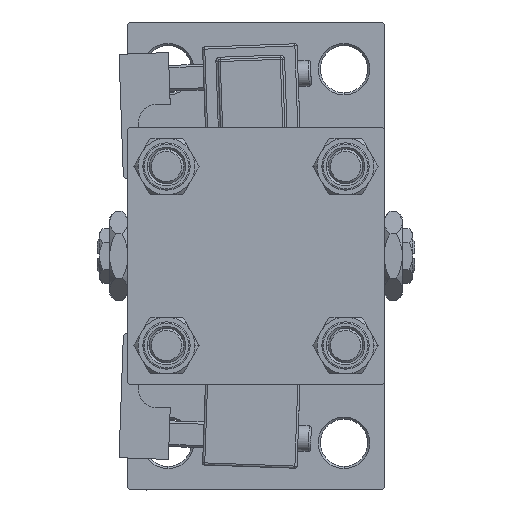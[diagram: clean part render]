
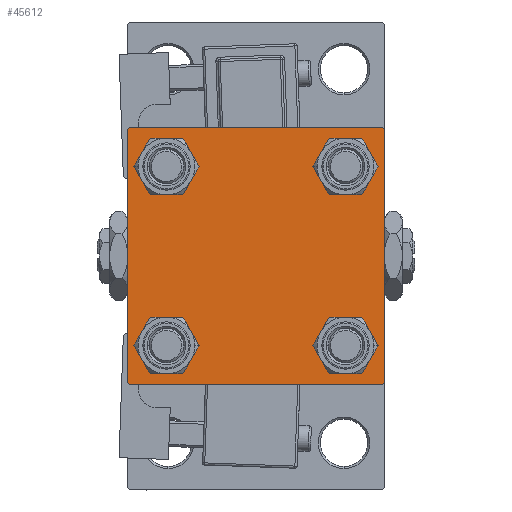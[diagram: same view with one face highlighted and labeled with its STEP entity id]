
A CAD part, left-side view. The second image highlights one B-rep face of the part: STEP entity #45612.
In plain terms, the highlighted planar face has unit normal (-1, 0, 0).
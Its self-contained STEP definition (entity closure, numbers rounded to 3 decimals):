
#595 = VECTOR ( 'NONE', #22653, 1000. ) ;
#988 = DIRECTION ( 'NONE',  ( 0., -0.707, -0.707 ) ) ;
#1134 = CARTESIAN_POINT ( 'NONE',  ( 0., -20.85, 20.85 ) ) ;
#1155 = EDGE_CURVE ( 'NONE', #14688, #4674, #42500, .T. ) ;
#1480 = LINE ( 'NONE', #31561, #37710 ) ;
#1587 = ORIENTED_EDGE ( 'NONE', *, *, #13526, .T. ) ;
#1747 = VERTEX_POINT ( 'NONE', #13877 ) ;
#1783 = DIRECTION ( 'NONE',  ( 1., 0., 0. ) ) ;
#1801 = EDGE_CURVE ( 'NONE', #29616, #40834, #9528, .T. ) ;
#1883 = EDGE_CURVE ( 'NONE', #10015, #3198, #24070, .T. ) ;
#2034 = ORIENTED_EDGE ( 'NONE', *, *, #22984, .T. ) ;
#2316 = CARTESIAN_POINT ( 'NONE',  ( 0., 30., 30. ) ) ;
#2420 = CARTESIAN_POINT ( 'NONE',  ( 0., 0., 0. ) ) ;
#3198 = VERTEX_POINT ( 'NONE', #7041 ) ;
#3469 = DIRECTION ( 'NONE',  ( 1., 0., 0. ) ) ;
#3759 = VERTEX_POINT ( 'NONE', #32056 ) ;
#4283 = LINE ( 'NONE', #22320, #46151 ) ;
#4535 = LINE ( 'NONE', #38695, #45824 ) ;
#4646 = LINE ( 'NONE', #21345, #54008 ) ;
#4674 = VERTEX_POINT ( 'NONE', #30732 ) ;
#5443 = CARTESIAN_POINT ( 'NONE',  ( 0., 20.85, 16.35 ) ) ;
#5450 = CARTESIAN_POINT ( 'NONE',  ( 0., 20.85, 20.85 ) ) ;
#5561 = ORIENTED_EDGE ( 'NONE', *, *, #52392, .T. ) ;
#5716 = FACE_BOUND ( 'NONE', #29243, .T. ) ;
#5744 = EDGE_CURVE ( 'NONE', #31763, #39943, #22884, .T. ) ;
#6268 = FACE_BOUND ( 'NONE', #44205, .T. ) ;
#7041 = CARTESIAN_POINT ( 'NONE',  ( 0., -20.85, -25.35 ) ) ;
#7244 = EDGE_CURVE ( 'NONE', #47066, #45433, #53967, .T. ) ;
#7411 = EDGE_CURVE ( 'NONE', #3759, #48836, #4646, .T. ) ;
#8167 = DIRECTION ( 'NONE',  ( 1., 0., 0. ) ) ;
#9474 = LINE ( 'NONE', #2316, #11506 ) ;
#9528 = LINE ( 'NONE', #26210, #595 ) ;
#9575 = CARTESIAN_POINT ( 'NONE',  ( 0., -29.5, -30. ) ) ;
#9895 = DIRECTION ( 'NONE',  ( 0., 0., 1. ) ) ;
#10015 = VERTEX_POINT ( 'NONE', #10675 ) ;
#10142 = ORIENTED_EDGE ( 'NONE', *, *, #7244, .T. ) ;
#10560 = EDGE_CURVE ( 'NONE', #1747, #31763, #30525, .T. ) ;
#10675 = CARTESIAN_POINT ( 'NONE',  ( 0., -20.85, -16.35 ) ) ;
#11506 = VECTOR ( 'NONE', #39253, 1000. ) ;
#11712 = DIRECTION ( 'NONE',  ( 0., 0., 1. ) ) ;
#12818 = EDGE_CURVE ( 'NONE', #39943, #40834, #1480, .T. ) ;
#13526 = EDGE_CURVE ( 'NONE', #48836, #1747, #4535, .T. ) ;
#13558 = CARTESIAN_POINT ( 'NONE',  ( 0., 29.75, -29.75 ) ) ;
#13823 = AXIS2_PLACEMENT_3D ( 'NONE', #1134, #17825, #9895 ) ;
#13877 = CARTESIAN_POINT ( 'NONE',  ( 0., 30., -29.5 ) ) ;
#14645 = CARTESIAN_POINT ( 'NONE',  ( 0., 30., -30. ) ) ;
#14688 = VERTEX_POINT ( 'NONE', #22796 ) ;
#15008 = FACE_BOUND ( 'NONE', #44358, .T. ) ;
#15699 = VECTOR ( 'NONE', #988, 1000. ) ;
#15753 = CIRCLE ( 'NONE', #30598, 4.5 ) ;
#16464 = ORIENTED_EDGE ( 'NONE', *, *, #12818, .T. ) ;
#16797 = ORIENTED_EDGE ( 'NONE', *, *, #10560, .T. ) ;
#17300 = CIRCLE ( 'NONE', #47846, 4.5 ) ;
#17334 = ORIENTED_EDGE ( 'NONE', *, *, #7411, .T. ) ;
#17825 = DIRECTION ( 'NONE',  ( 1., 0., 0. ) ) ;
#17913 = DIRECTION ( 'NONE',  ( 0., 0., -1. ) ) ;
#18026 = DIRECTION ( 'NONE',  ( 0., 0., 1. ) ) ;
#18219 = EDGE_CURVE ( 'NONE', #45433, #47066, #24061, .T. ) ;
#18368 = CIRCLE ( 'NONE', #51531, 4.5 ) ;
#18496 = EDGE_LOOP ( 'NONE', ( #1587, #16797, #53642, #16464, #47603, #41534, #24391, #17334 ) ) ;
#18904 = AXIS2_PLACEMENT_3D ( 'NONE', #24801, #45006, #20426 ) ;
#19804 = CARTESIAN_POINT ( 'NONE',  ( 0., -20.85, 25.35 ) ) ;
#20426 = DIRECTION ( 'NONE',  ( 0., 0., 1. ) ) ;
#21232 = CARTESIAN_POINT ( 'NONE',  ( 0., -30., -29.5 ) ) ;
#21345 = CARTESIAN_POINT ( 'NONE',  ( 0., 29.75, 29.75 ) ) ;
#21514 = CARTESIAN_POINT ( 'NONE',  ( 0., 20.85, 20.85 ) ) ;
#21697 = ORIENTED_EDGE ( 'NONE', *, *, #40267, .T. ) ;
#22320 = CARTESIAN_POINT ( 'NONE',  ( 0., -29.75, 29.75 ) ) ;
#22421 = DIRECTION ( 'NONE',  ( -1., 0., 0. ) ) ;
#22653 = DIRECTION ( 'NONE',  ( 0., 0., -1. ) ) ;
#22796 = CARTESIAN_POINT ( 'NONE',  ( 0., 20.85, -16.35 ) ) ;
#22884 = LINE ( 'NONE', #14645, #28636 ) ;
#22967 = FACE_OUTER_BOUND ( 'NONE', #18496, .T. ) ;
#22984 = EDGE_CURVE ( 'NONE', #52432, #51604, #17300, .T. ) ;
#23122 = CARTESIAN_POINT ( 'NONE',  ( 0., -29.5, 30. ) ) ;
#24061 = CIRCLE ( 'NONE', #42407, 4.5 ) ;
#24070 = CIRCLE ( 'NONE', #28554, 4.5 ) ;
#24391 = ORIENTED_EDGE ( 'NONE', *, *, #34220, .F. ) ;
#24801 = CARTESIAN_POINT ( 'NONE',  ( 0., 20.85, -20.85 ) ) ;
#25485 = DIRECTION ( 'NONE',  ( 0., 0., 1. ) ) ;
#26210 = CARTESIAN_POINT ( 'NONE',  ( 0., -30., 30. ) ) ;
#26571 = ORIENTED_EDGE ( 'NONE', *, *, #1883, .T. ) ;
#27854 = FACE_BOUND ( 'NONE', #35916, .T. ) ;
#28342 = DIRECTION ( 'NONE',  ( 0., 0., 1. ) ) ;
#28554 = AXIS2_PLACEMENT_3D ( 'NONE', #45560, #3469, #28342 ) ;
#28636 = VECTOR ( 'NONE', #39539, 1000. ) ;
#29243 = EDGE_LOOP ( 'NONE', ( #2034, #5561 ) ) ;
#29520 = ORIENTED_EDGE ( 'NONE', *, *, #52286, .T. ) ;
#29616 = VERTEX_POINT ( 'NONE', #50054 ) ;
#30525 = LINE ( 'NONE', #13558, #15699 ) ;
#30598 = AXIS2_PLACEMENT_3D ( 'NONE', #32286, #45120, #32553 ) ;
#30732 = CARTESIAN_POINT ( 'NONE',  ( 0., 20.85, -25.35 ) ) ;
#31561 = CARTESIAN_POINT ( 'NONE',  ( 0., -29.75, -29.75 ) ) ;
#31763 = VERTEX_POINT ( 'NONE', #45977 ) ;
#32056 = CARTESIAN_POINT ( 'NONE',  ( 0., 29.5, 30. ) ) ;
#32286 = CARTESIAN_POINT ( 'NONE',  ( 0., 20.85, -20.85 ) ) ;
#32553 = DIRECTION ( 'NONE',  ( 0., 0., 1. ) ) ;
#34205 = VERTEX_POINT ( 'NONE', #23122 ) ;
#34220 = EDGE_CURVE ( 'NONE', #3759, #34205, #9474, .T. ) ;
#34606 = CIRCLE ( 'NONE', #45066, 4.5 ) ;
#34978 = DIRECTION ( 'NONE',  ( 0., 0.707, -0.707 ) ) ;
#35916 = EDGE_LOOP ( 'NONE', ( #10142, #40185 ) ) ;
#37496 = DIRECTION ( 'NONE',  ( 1., 0., 0. ) ) ;
#37710 = VECTOR ( 'NONE', #48227, 1000. ) ;
#38172 = DIRECTION ( 'NONE',  ( 0., 0., 1. ) ) ;
#38695 = CARTESIAN_POINT ( 'NONE',  ( 0., 30., 30. ) ) ;
#39080 = PLANE ( 'NONE',  #49626 ) ;
#39253 = DIRECTION ( 'NONE',  ( 0., -1., 0. ) ) ;
#39539 = DIRECTION ( 'NONE',  ( 0., -1., 0. ) ) ;
#39615 = DIRECTION ( 'NONE',  ( 1., 0., 0. ) ) ;
#39619 = DIRECTION ( 'NONE',  ( 0., 0., 1. ) ) ;
#39943 = VERTEX_POINT ( 'NONE', #9575 ) ;
#40185 = ORIENTED_EDGE ( 'NONE', *, *, #18219, .T. ) ;
#40267 = EDGE_CURVE ( 'NONE', #3198, #10015, #34606, .T. ) ;
#40834 = VERTEX_POINT ( 'NONE', #21232 ) ;
#41534 = ORIENTED_EDGE ( 'NONE', *, *, #48448, .T. ) ;
#42407 = AXIS2_PLACEMENT_3D ( 'NONE', #53881, #37496, #25485 ) ;
#42500 = CIRCLE ( 'NONE', #18904, 4.5 ) ;
#44151 = DIRECTION ( 'NONE',  ( 0., 0.707, 0.707 ) ) ;
#44205 = EDGE_LOOP ( 'NONE', ( #44933, #29520 ) ) ;
#44358 = EDGE_LOOP ( 'NONE', ( #26571, #21697 ) ) ;
#44806 = CARTESIAN_POINT ( 'NONE',  ( 0., -20.85, -20.85 ) ) ;
#44933 = ORIENTED_EDGE ( 'NONE', *, *, #1155, .T. ) ;
#45006 = DIRECTION ( 'NONE',  ( 1., 0., 0. ) ) ;
#45066 = AXIS2_PLACEMENT_3D ( 'NONE', #44806, #8167, #11712 ) ;
#45120 = DIRECTION ( 'NONE',  ( 1., 0., 0. ) ) ;
#45433 = VERTEX_POINT ( 'NONE', #46738 ) ;
#45560 = CARTESIAN_POINT ( 'NONE',  ( 0., -20.85, -20.85 ) ) ;
#45612 = ADVANCED_FACE ( 'NONE', ( #27854, #15008, #6268, #5716, #22967 ), #39080, .T. ) ;
#45824 = VECTOR ( 'NONE', #17913, 1000. ) ;
#45977 = CARTESIAN_POINT ( 'NONE',  ( 0., 29.5, -30. ) ) ;
#46151 = VECTOR ( 'NONE', #44151, 1000. ) ;
#46738 = CARTESIAN_POINT ( 'NONE',  ( 0., -20.85, 16.35 ) ) ;
#47066 = VERTEX_POINT ( 'NONE', #19804 ) ;
#47603 = ORIENTED_EDGE ( 'NONE', *, *, #1801, .F. ) ;
#47846 = AXIS2_PLACEMENT_3D ( 'NONE', #21514, #1783, #38172 ) ;
#48227 = DIRECTION ( 'NONE',  ( 0., -0.707, 0.707 ) ) ;
#48448 = EDGE_CURVE ( 'NONE', #29616, #34205, #4283, .T. ) ;
#48836 = VERTEX_POINT ( 'NONE', #48923 ) ;
#48923 = CARTESIAN_POINT ( 'NONE',  ( 0., 30., 29.5 ) ) ;
#49626 = AXIS2_PLACEMENT_3D ( 'NONE', #2420, #22421, #39619 ) ;
#50054 = CARTESIAN_POINT ( 'NONE',  ( 0., -30., 29.5 ) ) ;
#51531 = AXIS2_PLACEMENT_3D ( 'NONE', #5450, #39615, #18026 ) ;
#51604 = VERTEX_POINT ( 'NONE', #5443 ) ;
#51640 = CARTESIAN_POINT ( 'NONE',  ( 0., 20.85, 25.35 ) ) ;
#52286 = EDGE_CURVE ( 'NONE', #4674, #14688, #15753, .T. ) ;
#52392 = EDGE_CURVE ( 'NONE', #51604, #52432, #18368, .T. ) ;
#52432 = VERTEX_POINT ( 'NONE', #51640 ) ;
#53642 = ORIENTED_EDGE ( 'NONE', *, *, #5744, .T. ) ;
#53881 = CARTESIAN_POINT ( 'NONE',  ( 0., -20.85, 20.85 ) ) ;
#53967 = CIRCLE ( 'NONE', #13823, 4.5 ) ;
#54008 = VECTOR ( 'NONE', #34978, 1000. ) ;
